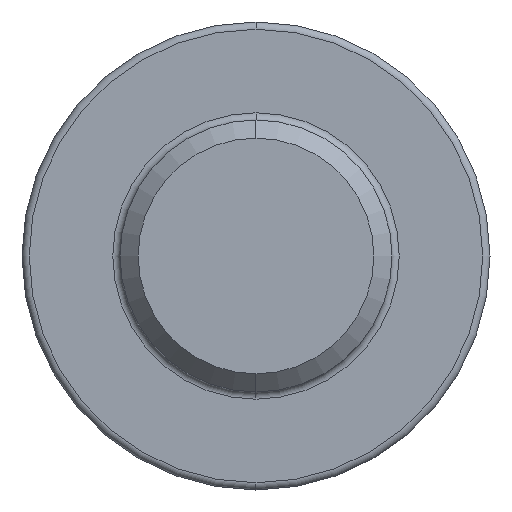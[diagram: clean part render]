
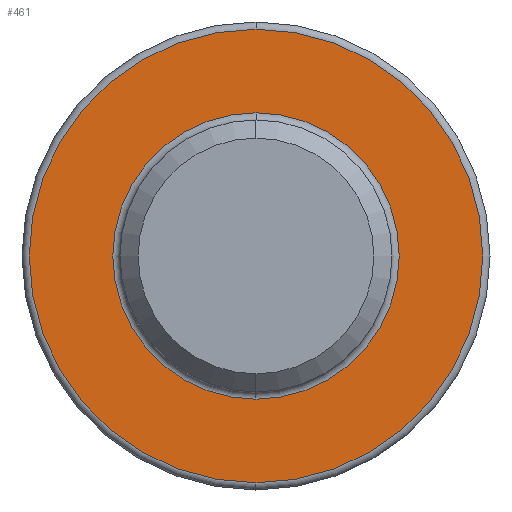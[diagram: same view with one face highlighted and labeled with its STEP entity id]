
A CAD part, left-side view. The second image highlights one B-rep face of the part: STEP entity #461.
In plain terms, the highlighted planar face has unit normal (-1, 0, 0).
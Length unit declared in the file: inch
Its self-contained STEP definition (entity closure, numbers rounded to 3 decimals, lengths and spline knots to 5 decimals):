
#24 = AXIS2_PLACEMENT_3D ( 'NONE', #828, #61, #146 ) ;
#33 = DIRECTION ( 'NONE',  ( 1., 0., 0. ) ) ;
#48 = EDGE_CURVE ( 'NONE', #144, #657, #849, .T. ) ;
#53 = CARTESIAN_POINT ( 'NONE',  ( 2.125, 0., 0. ) ) ;
#61 = DIRECTION ( 'NONE',  ( -1., 0., 0. ) ) ;
#89 = ORIENTED_EDGE ( 'NONE', *, *, #868, .T. ) ;
#130 = CARTESIAN_POINT ( 'NONE',  ( 2.125, 0., 0. ) ) ;
#142 = CIRCLE ( 'NONE', #405, 0.625 ) ;
#144 = VERTEX_POINT ( 'NONE', #234 ) ;
#146 = DIRECTION ( 'NONE',  ( 0., 0., 1. ) ) ;
#158 = VERTEX_POINT ( 'NONE', #958 ) ;
#219 = CARTESIAN_POINT ( 'NONE',  ( 2.125, 0., 0.625 ) ) ;
#229 = EDGE_CURVE ( 'NONE', #313, #158, #717, .T. ) ;
#234 = CARTESIAN_POINT ( 'NONE',  ( 2.125, 0., -0.625 ) ) ;
#243 = DIRECTION ( 'NONE',  ( -1., 0., 0. ) ) ;
#306 = DIRECTION ( 'NONE',  ( 0., 0., 1. ) ) ;
#313 = VERTEX_POINT ( 'NONE', #549 ) ;
#316 = ORIENTED_EDGE ( 'NONE', *, *, #48, .T. ) ;
#405 = AXIS2_PLACEMENT_3D ( 'NONE', #130, #719, #1067 ) ;
#461 = ADVANCED_FACE ( 'NONE', ( #879, #1074 ), #729, .F. ) ;
#466 = ORIENTED_EDGE ( 'NONE', *, *, #694, .F. ) ;
#467 = CIRCLE ( 'NONE', #24, 0.39485 ) ;
#549 = CARTESIAN_POINT ( 'NONE',  ( 2.125, 0., 0.39485 ) ) ;
#657 = VERTEX_POINT ( 'NONE', #219 ) ;
#689 = AXIS2_PLACEMENT_3D ( 'NONE', #815, #33, #972 ) ;
#694 = EDGE_CURVE ( 'NONE', #158, #313, #467, .T. ) ;
#710 = EDGE_LOOP ( 'NONE', ( #1092, #466 ) ) ;
#717 = CIRCLE ( 'NONE', #900, 0.39485 ) ;
#719 = DIRECTION ( 'NONE',  ( -1., 0., 0. ) ) ;
#729 = PLANE ( 'NONE',  #689 ) ;
#733 = AXIS2_PLACEMENT_3D ( 'NONE', #53, #834, #306 ) ;
#815 = CARTESIAN_POINT ( 'NONE',  ( 2.125, 0.39485, 0. ) ) ;
#828 = CARTESIAN_POINT ( 'NONE',  ( 2.125, 0., 0. ) ) ;
#834 = DIRECTION ( 'NONE',  ( -1., 0., 0. ) ) ;
#849 = CIRCLE ( 'NONE', #733, 0.625 ) ;
#868 = EDGE_CURVE ( 'NONE', #657, #144, #142, .T. ) ;
#879 = FACE_BOUND ( 'NONE', #710, .T. ) ;
#900 = AXIS2_PLACEMENT_3D ( 'NONE', #955, #243, #1058 ) ;
#955 = CARTESIAN_POINT ( 'NONE',  ( 2.125, 0., 0. ) ) ;
#958 = CARTESIAN_POINT ( 'NONE',  ( 2.125, 0., -0.39485 ) ) ;
#972 = DIRECTION ( 'NONE',  ( 0., 0., -1. ) ) ;
#1034 = EDGE_LOOP ( 'NONE', ( #89, #316 ) ) ;
#1058 = DIRECTION ( 'NONE',  ( 0., 0., 1. ) ) ;
#1067 = DIRECTION ( 'NONE',  ( 0., 0., 1. ) ) ;
#1074 = FACE_OUTER_BOUND ( 'NONE', #1034, .T. ) ;
#1092 = ORIENTED_EDGE ( 'NONE', *, *, #229, .F. ) ;
